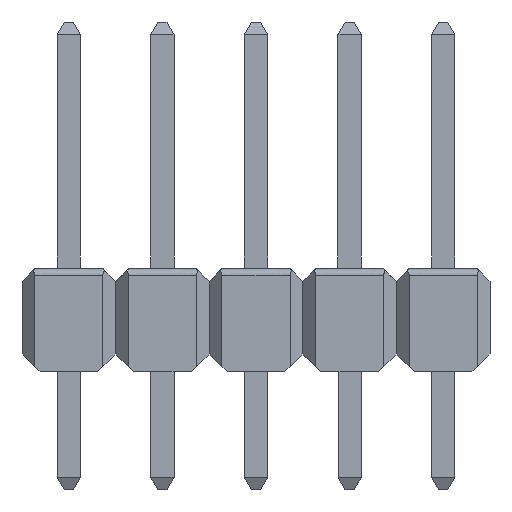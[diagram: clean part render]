
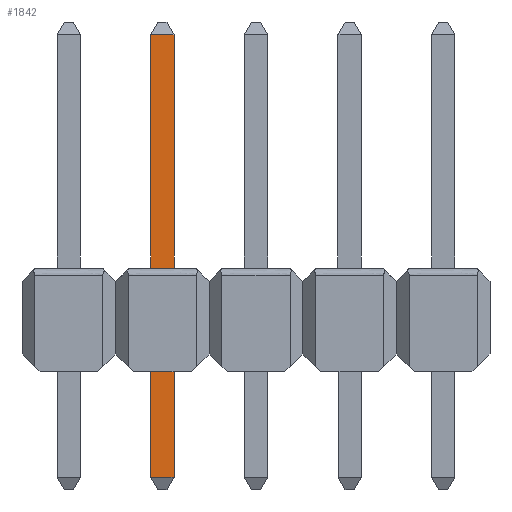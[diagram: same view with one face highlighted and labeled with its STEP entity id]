
A CAD part, left-side view. The second image highlights one B-rep face of the part: STEP entity #1842.
In plain terms, the highlighted free-form (B-spline) face has degree [1, 1] with [2, 2] control points.
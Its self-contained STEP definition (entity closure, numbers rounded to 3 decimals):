
#1267 = PLANE('',#1268);
#1268 = AXIS2_PLACEMENT_3D('',#1269,#1270,#1271);
#1269 = CARTESIAN_POINT('',(-0.12,-2.215,
    -3.209));
#1270 = DIRECTION('',(-0.873,0.,
    -0.488));
#1271 = DIRECTION('',(0.488,0.,-0.873
    ));
#1281 = EDGE_CURVE('',#1282,#1284,#1286,.T.);
#1282 = VERTEX_POINT('',#1283);
#1283 = CARTESIAN_POINT('',(-0.315,-2.855,-2.86));
#1284 = VERTEX_POINT('',#1285);
#1285 = CARTESIAN_POINT('',(-0.315,-2.225,-2.86));
#1286 = SURFACE_CURVE('',#1287,(#1290,#1296),.PCURVE_S1.);
#1287 = B_SPLINE_CURVE_WITH_KNOTS('',1,(#1288,#1289),.UNSPECIFIED.,.F.,
  .F.,(2,2),(-0.63,0.),.PIECEWISE_BEZIER_KNOTS.);
#1288 = CARTESIAN_POINT('',(-0.315,-2.855,-2.86));
#1289 = CARTESIAN_POINT('',(-0.315,-2.225,-2.86));
#1290 = PCURVE('',#1267,#1291);
#1291 = DEFINITIONAL_REPRESENTATION('',(#1292),#1295);
#1292 = B_SPLINE_CURVE_WITH_KNOTS('',1,(#1293,#1294),.UNSPECIFIED.,.F.,
  .F.,(2,2),(-0.63,0.),.PIECEWISE_BEZIER_KNOTS.);
#1293 = CARTESIAN_POINT('',(-0.399,0.64));
#1294 = CARTESIAN_POINT('',(-0.399,0.01));
#1295 = ( GEOMETRIC_REPRESENTATION_CONTEXT(2) 
PARAMETRIC_REPRESENTATION_CONTEXT() REPRESENTATION_CONTEXT('2D SPACE',''
  ) );
#1296 = PCURVE('',#1297,#1302);
#1297 = B_SPLINE_SURFACE_WITH_KNOTS('',1,1,(
    (#1298,#1299)
    ,(#1300,#1301
    )),.UNSPECIFIED.,.F.,.F.,.F.,(2,2),(2,2),(-9.358,
    0.093),(-0.64,0.01),
  .PIECEWISE_BEZIER_KNOTS.);
#1298 = CARTESIAN_POINT('',(-0.315,-2.215,9.326));
#1299 = CARTESIAN_POINT('',(-0.315,-2.865,9.326));
#1300 = CARTESIAN_POINT('',(-0.315,-2.215,-2.981));
#1301 = CARTESIAN_POINT('',(-0.315,-2.865,-2.981));
#1302 = DEFINITIONAL_REPRESENTATION('',(#1303),#1306);
#1303 = B_SPLINE_CURVE_WITH_KNOTS('',1,(#1304,#1305),.UNSPECIFIED.,.F.,
  .F.,(2,2),(-0.63,0.),.PIECEWISE_BEZIER_KNOTS.);
#1304 = CARTESIAN_POINT('',(0.,0.));
#1305 = CARTESIAN_POINT('',(0.,-0.63));
#1306 = ( GEOMETRIC_REPRESENTATION_CONTEXT(2) 
PARAMETRIC_REPRESENTATION_CONTEXT() REPRESENTATION_CONTEXT('2D SPACE',''
  ) );
#1364 = PLANE('',#1365);
#1365 = AXIS2_PLACEMENT_3D('',#1366,#1367,#1368);
#1366 = CARTESIAN_POINT('',(-0.325,-2.225,9.326));
#1367 = DIRECTION('',(0.,1.,
    0.));
#1368 = DIRECTION('',(0.,0.,
    -1.));
#1458 = PLANE('',#1459);
#1459 = AXIS2_PLACEMENT_3D('',#1460,#1461,#1462);
#1460 = CARTESIAN_POINT('',(-0.325,-2.855,-2.981));
#1461 = DIRECTION('',(0.,-1.,
    0.));
#1462 = DIRECTION('',(0.,0.,
    1.));
#1506 = VERTEX_POINT('',#1507);
#1507 = CARTESIAN_POINT('',(-0.315,-2.225,9.156));
#1539 = PLANE('',#1540);
#1540 = AXIS2_PLACEMENT_3D('',#1541,#1542,#1543);
#1541 = CARTESIAN_POINT('',(-0.32,-2.215,
    9.147));
#1542 = DIRECTION('',(-0.873,0.,0.488
    ));
#1543 = DIRECTION('',(-0.488,0.,
    -0.873));
#1667 = VERTEX_POINT('',#1668);
#1668 = CARTESIAN_POINT('',(-0.315,-2.855,9.156));
#1707 = EDGE_CURVE('',#1506,#1667,#1708,.T.);
#1708 = SURFACE_CURVE('',#1709,(#1712,#1718),.PCURVE_S1.);
#1709 = B_SPLINE_CURVE_WITH_KNOTS('',1,(#1710,#1711),.UNSPECIFIED.,.F.,
  .F.,(2,2),(9.266,9.896),.PIECEWISE_BEZIER_KNOTS.);
#1710 = CARTESIAN_POINT('',(-0.315,-2.225,9.156));
#1711 = CARTESIAN_POINT('',(-0.315,-2.855,9.156));
#1712 = PCURVE('',#1539,#1713);
#1713 = DEFINITIONAL_REPRESENTATION('',(#1714),#1717);
#1714 = B_SPLINE_CURVE_WITH_KNOTS('',1,(#1715,#1716),.UNSPECIFIED.,.F.,
  .F.,(2,2),(9.266,9.896),.PIECEWISE_BEZIER_KNOTS.);
#1715 = CARTESIAN_POINT('',(-0.01,0.01));
#1716 = CARTESIAN_POINT('',(-0.01,0.64));
#1717 = ( GEOMETRIC_REPRESENTATION_CONTEXT(2) 
PARAMETRIC_REPRESENTATION_CONTEXT() REPRESENTATION_CONTEXT('2D SPACE',''
  ) );
#1718 = PCURVE('',#1297,#1719);
#1719 = DEFINITIONAL_REPRESENTATION('',(#1720),#1725);
#1720 = B_SPLINE_CURVE_WITH_KNOTS('',3,(#1721,#1722,#1723,#1724),
  .UNSPECIFIED.,.F.,.F.,(4,4),(9.266,9.896),
  .PIECEWISE_BEZIER_KNOTS.);
#1721 = CARTESIAN_POINT('',(-9.227,-0.63));
#1722 = CARTESIAN_POINT('',(-9.227,-0.42));
#1723 = CARTESIAN_POINT('',(-9.227,-0.21));
#1724 = CARTESIAN_POINT('',(-9.227,0.));
#1725 = ( GEOMETRIC_REPRESENTATION_CONTEXT(2) 
PARAMETRIC_REPRESENTATION_CONTEXT() REPRESENTATION_CONTEXT('2D SPACE',''
  ) );
#1777 = EDGE_CURVE('',#1284,#1506,#1778,.T.);
#1778 = SURFACE_CURVE('',#1779,(#1782,#1788),.PCURVE_S1.);
#1779 = B_SPLINE_CURVE_WITH_KNOTS('',1,(#1780,#1781),.UNSPECIFIED.,.F.,
  .F.,(2,2),(11.156,20.383),.PIECEWISE_BEZIER_KNOTS.);
#1780 = CARTESIAN_POINT('',(-0.315,-2.225,-2.86));
#1781 = CARTESIAN_POINT('',(-0.315,-2.225,9.156));
#1782 = PCURVE('',#1364,#1783);
#1783 = DEFINITIONAL_REPRESENTATION('',(#1784),#1787);
#1784 = B_SPLINE_CURVE_WITH_KNOTS('',1,(#1785,#1786),.UNSPECIFIED.,.F.,
  .F.,(2,2),(11.156,20.383),.PIECEWISE_BEZIER_KNOTS.);
#1785 = CARTESIAN_POINT('',(12.186,-0.01));
#1786 = CARTESIAN_POINT('',(0.171,-0.01));
#1787 = ( GEOMETRIC_REPRESENTATION_CONTEXT(2) 
PARAMETRIC_REPRESENTATION_CONTEXT() REPRESENTATION_CONTEXT('2D SPACE',''
  ) );
#1788 = PCURVE('',#1297,#1789);
#1789 = DEFINITIONAL_REPRESENTATION('',(#1790),#1793);
#1790 = B_SPLINE_CURVE_WITH_KNOTS('',1,(#1791,#1792),.UNSPECIFIED.,.F.,
  .F.,(2,2),(11.156,20.383),.PIECEWISE_BEZIER_KNOTS.);
#1791 = CARTESIAN_POINT('',(0.,-0.63));
#1792 = CARTESIAN_POINT('',(-9.227,-0.63));
#1793 = ( GEOMETRIC_REPRESENTATION_CONTEXT(2) 
PARAMETRIC_REPRESENTATION_CONTEXT() REPRESENTATION_CONTEXT('2D SPACE',''
  ) );
#1822 = EDGE_CURVE('',#1667,#1282,#1823,.T.);
#1823 = SURFACE_CURVE('',#1824,(#1827,#1833),.PCURVE_S1.);
#1824 = B_SPLINE_CURVE_WITH_KNOTS('',1,(#1825,#1826),.UNSPECIFIED.,.F.,
  .F.,(2,2),(0.038,9.266),
  .PIECEWISE_BEZIER_KNOTS.);
#1825 = CARTESIAN_POINT('',(-0.315,-2.855,9.156));
#1826 = CARTESIAN_POINT('',(-0.315,-2.855,-2.86));
#1827 = PCURVE('',#1458,#1828);
#1828 = DEFINITIONAL_REPRESENTATION('',(#1829),#1832);
#1829 = B_SPLINE_CURVE_WITH_KNOTS('',1,(#1830,#1831),.UNSPECIFIED.,.F.,
  .F.,(2,2),(0.038,9.266),
  .PIECEWISE_BEZIER_KNOTS.);
#1830 = CARTESIAN_POINT('',(12.136,-0.01));
#1831 = CARTESIAN_POINT('',(0.121,-0.01));
#1832 = ( GEOMETRIC_REPRESENTATION_CONTEXT(2) 
PARAMETRIC_REPRESENTATION_CONTEXT() REPRESENTATION_CONTEXT('2D SPACE',''
  ) );
#1833 = PCURVE('',#1297,#1834);
#1834 = DEFINITIONAL_REPRESENTATION('',(#1835),#1838);
#1835 = B_SPLINE_CURVE_WITH_KNOTS('',1,(#1836,#1837),.UNSPECIFIED.,.F.,
  .F.,(2,2),(0.038,9.266),
  .PIECEWISE_BEZIER_KNOTS.);
#1836 = CARTESIAN_POINT('',(-9.227,0.));
#1837 = CARTESIAN_POINT('',(0.,0.));
#1838 = ( GEOMETRIC_REPRESENTATION_CONTEXT(2) 
PARAMETRIC_REPRESENTATION_CONTEXT() REPRESENTATION_CONTEXT('2D SPACE',''
  ) );
#1842 = ADVANCED_FACE('',(#1843),#1297,.T.);
#1843 = FACE_BOUND('',#1844,.T.);
#1844 = EDGE_LOOP('',(#1845,#1846,#1847,#1848));
#1845 = ORIENTED_EDGE('',*,*,#1777,.F.);
#1846 = ORIENTED_EDGE('',*,*,#1281,.F.);
#1847 = ORIENTED_EDGE('',*,*,#1822,.F.);
#1848 = ORIENTED_EDGE('',*,*,#1707,.F.);
